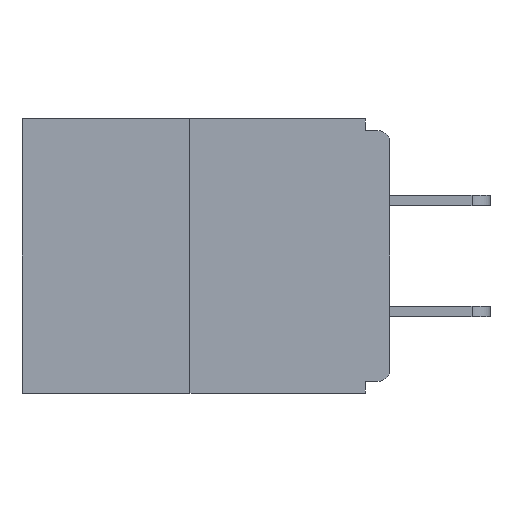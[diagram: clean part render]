
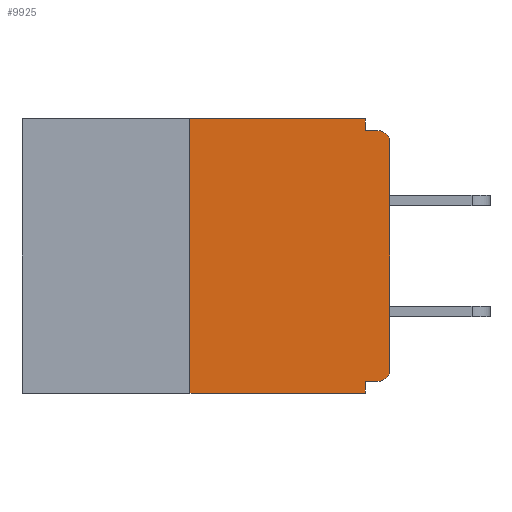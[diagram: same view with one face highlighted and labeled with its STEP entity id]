
A CAD part, left-side view. The second image highlights one B-rep face of the part: STEP entity #9925.
In plain terms, the highlighted planar face has unit normal (-1, 0, 0).
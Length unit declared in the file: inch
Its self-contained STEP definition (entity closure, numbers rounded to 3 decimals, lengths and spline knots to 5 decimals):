
#312 = DIRECTION ( 'NONE',  ( 0., -1., 0. ) ) ;
#1072 = CARTESIAN_POINT ( 'NONE',  ( 0., 0.031, -0.343 ) ) ;
#1389 = CIRCLE ( 'NONE', #15796, 0.015 ) ;
#2164 = FACE_OUTER_BOUND ( 'NONE', #12274, .T. ) ;
#2175 = CARTESIAN_POINT ( 'NONE',  ( 0., 0.031, -0.328 ) ) ;
#2221 = ORIENTED_EDGE ( 'NONE', *, *, #24669, .F. ) ;
#2704 = CARTESIAN_POINT ( 'NONE',  ( 0., 0.46, 0. ) ) ;
#2781 = LINE ( 'NONE', #11779, #27923 ) ;
#2915 = VECTOR ( 'NONE', #24508, 39.37008 ) ;
#3040 = CARTESIAN_POINT ( 'NONE',  ( 0., 0.031, -0.015 ) ) ;
#3917 = CARTESIAN_POINT ( 'NONE',  ( 0., 0.031, 0. ) ) ;
#3976 = CIRCLE ( 'NONE', #22128, 0.015 ) ;
#4251 = CARTESIAN_POINT ( 'NONE',  ( 0., 0., -0.03 ) ) ;
#4687 = ORIENTED_EDGE ( 'NONE', *, *, #19654, .T. ) ;
#4964 = ORIENTED_EDGE ( 'NONE', *, *, #19197, .F. ) ;
#6720 = ORIENTED_EDGE ( 'NONE', *, *, #21888, .F. ) ;
#6784 = CARTESIAN_POINT ( 'NONE',  ( 0., 0., -0.328 ) ) ;
#7192 = EDGE_CURVE ( 'NONE', #19946, #8806, #10609, .T. ) ;
#7428 = AXIS2_PLACEMENT_3D ( 'NONE', #2704, #28389, #16754 ) ;
#7723 = EDGE_CURVE ( 'NONE', #22687, #12654, #21881, .T. ) ;
#8806 = VERTEX_POINT ( 'NONE', #4251 ) ;
#9699 = DIRECTION ( 'NONE',  ( 0., 0., 1. ) ) ;
#9925 = ADVANCED_FACE ( 'NONE', ( #2164 ), #16652, .F. ) ;
#10609 = LINE ( 'NONE', #17795, #20095 ) ;
#10824 = EDGE_CURVE ( 'NONE', #14812, #20628, #14941, .T. ) ;
#11042 = VERTEX_POINT ( 'NONE', #3917 ) ;
#11085 = DIRECTION ( 'NONE',  ( -1., 0., 0. ) ) ;
#11380 = CARTESIAN_POINT ( 'NONE',  ( 0., 0.25, 0. ) ) ;
#11773 = ORIENTED_EDGE ( 'NONE', *, *, #18379, .F. ) ;
#11779 = CARTESIAN_POINT ( 'NONE',  ( 0., 0.46, -0.343 ) ) ;
#11948 = VECTOR ( 'NONE', #25488, 39.37008 ) ;
#12163 = CARTESIAN_POINT ( 'NONE',  ( 0., 0.25, 0. ) ) ;
#12185 = CARTESIAN_POINT ( 'NONE',  ( 0., 0.031, 0. ) ) ;
#12222 = ORIENTED_EDGE ( 'NONE', *, *, #25269, .T. ) ;
#12274 = EDGE_LOOP ( 'NONE', ( #11773, #26084, #27905, #6720, #4964, #12222, #14901, #4687, #13814, #2221 ) ) ;
#12654 = VERTEX_POINT ( 'NONE', #14534 ) ;
#12673 = LINE ( 'NONE', #6784, #11948 ) ;
#12724 = VECTOR ( 'NONE', #312, 39.37008 ) ;
#13814 = ORIENTED_EDGE ( 'NONE', *, *, #7723, .F. ) ;
#14239 = CARTESIAN_POINT ( 'NONE',  ( 0., 0., -0.015 ) ) ;
#14534 = CARTESIAN_POINT ( 'NONE',  ( 0., 0.015, -0.015 ) ) ;
#14812 = VERTEX_POINT ( 'NONE', #26205 ) ;
#14886 = LINE ( 'NONE', #12185, #15265 ) ;
#14901 = ORIENTED_EDGE ( 'NONE', *, *, #7192, .T. ) ;
#14941 = LINE ( 'NONE', #12163, #19351 ) ;
#15265 = VECTOR ( 'NONE', #28484, 39.37008 ) ;
#15295 = LINE ( 'NONE', #24607, #2915 ) ;
#15796 = AXIS2_PLACEMENT_3D ( 'NONE', #27435, #20510, #25153 ) ;
#16652 = PLANE ( 'NONE',  #7428 ) ;
#16754 = DIRECTION ( 'NONE',  ( 0., 0., -1. ) ) ;
#17795 = CARTESIAN_POINT ( 'NONE',  ( 0., 0., 0. ) ) ;
#17998 = DIRECTION ( 'NONE',  ( 0., 0., -1. ) ) ;
#18379 = EDGE_CURVE ( 'NONE', #20628, #11042, #15295, .T. ) ;
#18700 = CARTESIAN_POINT ( 'NONE',  ( 0., 0., -0.313 ) ) ;
#19197 = EDGE_CURVE ( 'NONE', #19486, #22304, #12673, .T. ) ;
#19351 = VECTOR ( 'NONE', #9699, 39.37008 ) ;
#19486 = VERTEX_POINT ( 'NONE', #20410 ) ;
#19654 = EDGE_CURVE ( 'NONE', #8806, #12654, #1389, .T. ) ;
#19946 = VERTEX_POINT ( 'NONE', #18700 ) ;
#20095 = VECTOR ( 'NONE', #26636, 39.37008 ) ;
#20410 = CARTESIAN_POINT ( 'NONE',  ( 0., 0.015, -0.328 ) ) ;
#20510 = DIRECTION ( 'NONE',  ( -1., 0., 0. ) ) ;
#20628 = VERTEX_POINT ( 'NONE', #11380 ) ;
#21881 = LINE ( 'NONE', #14239, #12724 ) ;
#21888 = EDGE_CURVE ( 'NONE', #22304, #24075, #24891, .T. ) ;
#21959 = VECTOR ( 'NONE', #25814, 39.37008 ) ;
#22128 = AXIS2_PLACEMENT_3D ( 'NONE', #29647, #11085, #17998 ) ;
#22304 = VERTEX_POINT ( 'NONE', #2175 ) ;
#22687 = VERTEX_POINT ( 'NONE', #3040 ) ;
#24075 = VERTEX_POINT ( 'NONE', #1072 ) ;
#24508 = DIRECTION ( 'NONE',  ( 0., -1., 0. ) ) ;
#24607 = CARTESIAN_POINT ( 'NONE',  ( 0., 0.46, 0. ) ) ;
#24669 = EDGE_CURVE ( 'NONE', #11042, #22687, #14886, .T. ) ;
#24891 = LINE ( 'NONE', #28088, #21959 ) ;
#25153 = DIRECTION ( 'NONE',  ( 0., 0., -1. ) ) ;
#25269 = EDGE_CURVE ( 'NONE', #19486, #19946, #3976, .T. ) ;
#25488 = DIRECTION ( 'NONE',  ( 0., 1., 0. ) ) ;
#25814 = DIRECTION ( 'NONE',  ( 0., 0., -1. ) ) ;
#26084 = ORIENTED_EDGE ( 'NONE', *, *, #10824, .F. ) ;
#26205 = CARTESIAN_POINT ( 'NONE',  ( 0., 0.25, -0.343 ) ) ;
#26636 = DIRECTION ( 'NONE',  ( 0., 0., 1. ) ) ;
#26792 = EDGE_CURVE ( 'NONE', #14812, #24075, #2781, .T. ) ;
#27435 = CARTESIAN_POINT ( 'NONE',  ( 0., 0.015, -0.03 ) ) ;
#27905 = ORIENTED_EDGE ( 'NONE', *, *, #26792, .T. ) ;
#27923 = VECTOR ( 'NONE', #28196, 39.37008 ) ;
#28088 = CARTESIAN_POINT ( 'NONE',  ( 0., 0.031, -0.343 ) ) ;
#28196 = DIRECTION ( 'NONE',  ( 0., -1., 0. ) ) ;
#28389 = DIRECTION ( 'NONE',  ( 1., 0., 0. ) ) ;
#28484 = DIRECTION ( 'NONE',  ( 0., 0., -1. ) ) ;
#29647 = CARTESIAN_POINT ( 'NONE',  ( 0., 0.015, -0.313 ) ) ;
